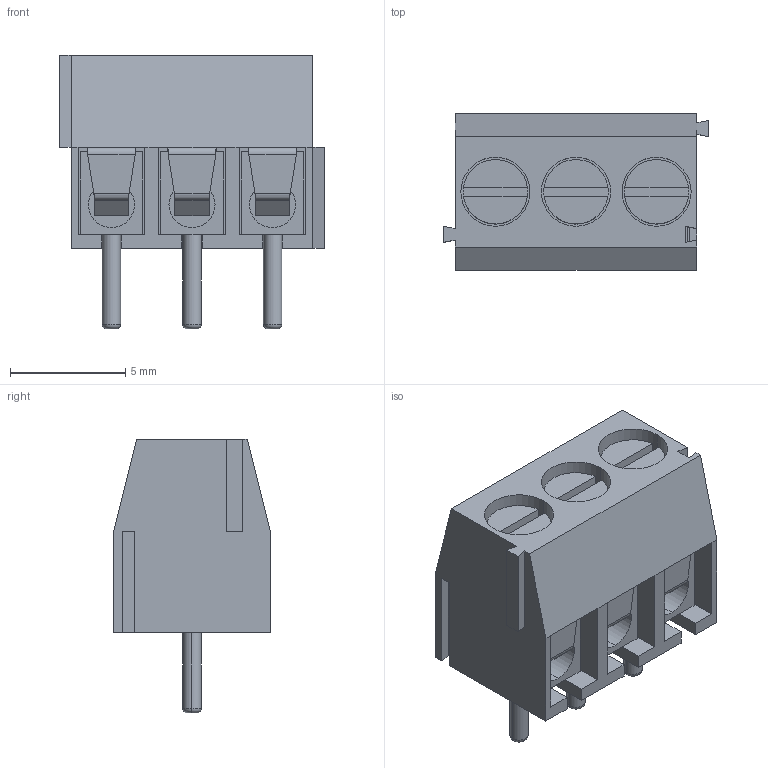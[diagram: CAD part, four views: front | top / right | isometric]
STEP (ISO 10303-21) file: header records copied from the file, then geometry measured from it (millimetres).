
FILE_DESCRIPTION (( 'STEP AP214' ), '1' );
FILE_NAME ('User Library-DG350-3,5-03P.STEP', '2017-06-20T04:28:37', ( 'Windows User' ), ( '' ), 'SwSTEP 2.0', 'SolidWorks 2017', '' );
FILE_SCHEMA (( 'AUTOMOTIVE_DESIGN' ));
Length unit declared in the file: millimetre
Products named in the file (1): User Library-DG350-3,5-03P
Bounding box: 11.5 x 6.8 x 11.9 mm (x, y, z)
Volume: 466.8 mm3; surface area: 1198.6 mm2
Topology: 13 solids, 13 shells, 222 faces, 505 edges, 310 vertices
Faces by surface type: plane 168, cylinder 42, bspline 6, torus 6
Entity records: 7010 total; most frequent: CARTESIAN_POINT 1236, DIRECTION 1029, ORIENTED_EDGE 1010, EDGE_CURVE 505, VECTOR 391, LINE 391, AXIS2_PLACEMENT_3D 319, VERTEX_POINT 310
